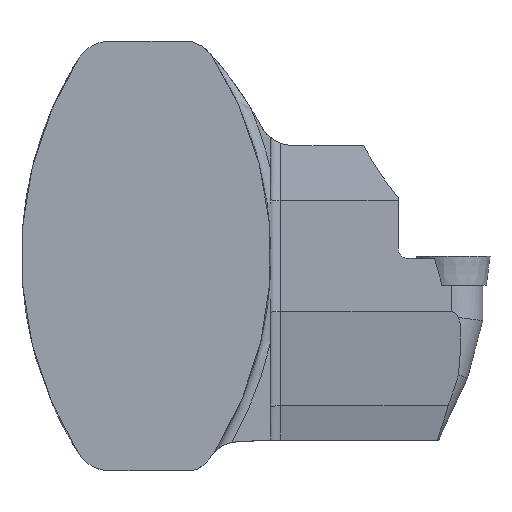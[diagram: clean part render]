
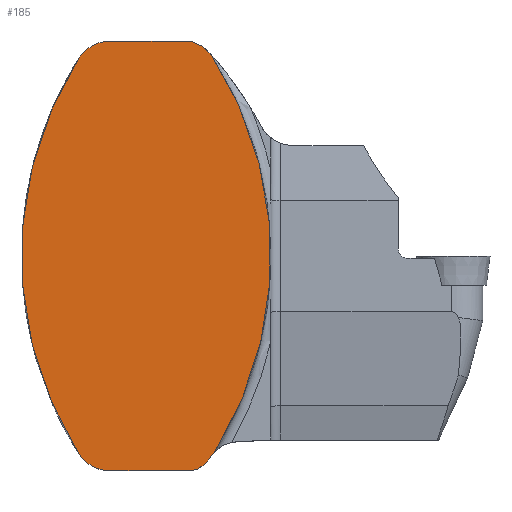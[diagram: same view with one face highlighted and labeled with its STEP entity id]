
A CAD part, top view. The second image highlights one B-rep face of the part: STEP entity #185.
In plain terms, the highlighted planar face has unit normal (0, 0, 1).
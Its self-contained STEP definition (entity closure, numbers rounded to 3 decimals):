
#127=CIRCLE('',#1047,60.25);
#128=CIRCLE('',#1051,6.);
#129=CIRCLE('',#1056,6.5);
#130=CIRCLE('',#1059,60.5);
#132=CIRCLE('',#1064,6.);
#133=CIRCLE('',#1065,5.);
#134=CIRCLE('',#1066,5.5);
#135=CIRCLE('',#1067,60.25);
#185=ADVANCED_FACE('',(#259),#228,.T.);
#228=PLANE('',#1068);
#259=FACE_OUTER_BOUND('',#302,.T.);
#302=EDGE_LOOP('',(#553,#554,#555,#556,#557,#558,#559,#560,#561,#562));
#369=LINE('',#1557,#429);
#377=LINE('',#1599,#437);
#429=VECTOR('',#1239,1.);
#437=VECTOR('',#1269,1.);
#553=ORIENTED_EDGE('',*,*,#857,.F.);
#554=ORIENTED_EDGE('',*,*,#853,.T.);
#555=ORIENTED_EDGE('',*,*,#850,.T.);
#556=ORIENTED_EDGE('',*,*,#846,.T.);
#557=ORIENTED_EDGE('',*,*,#868,.T.);
#558=ORIENTED_EDGE('',*,*,#869,.T.);
#559=ORIENTED_EDGE('',*,*,#870,.F.);
#560=ORIENTED_EDGE('',*,*,#871,.F.);
#561=ORIENTED_EDGE('',*,*,#872,.F.);
#562=ORIENTED_EDGE('',*,*,#860,.F.);
#753=VERTEX_POINT('',#1542);
#754=VERTEX_POINT('',#1544);
#757=VERTEX_POINT('',#1552);
#759=VERTEX_POINT('',#1558);
#762=VERTEX_POINT('',#1566);
#764=VERTEX_POINT('',#1572);
#769=VERTEX_POINT('',#1598);
#770=VERTEX_POINT('',#1600);
#771=VERTEX_POINT('',#1602);
#772=VERTEX_POINT('',#1604);
#846=EDGE_CURVE('',#754,#753,#127,.T.);
#850=EDGE_CURVE('',#757,#754,#128,.T.);
#853=EDGE_CURVE('',#759,#757,#369,.T.);
#857=EDGE_CURVE('',#759,#762,#129,.T.);
#860=EDGE_CURVE('',#762,#764,#130,.T.);
#868=EDGE_CURVE('',#753,#769,#132,.T.);
#869=EDGE_CURVE('',#769,#770,#377,.T.);
#870=EDGE_CURVE('',#771,#770,#133,.T.);
#871=EDGE_CURVE('',#772,#771,#134,.T.);
#872=EDGE_CURVE('',#764,#772,#135,.T.);
#1047=AXIS2_PLACEMENT_3D('',#1543,#1223,#1224);
#1051=AXIS2_PLACEMENT_3D('',#1551,#1232,#1233);
#1056=AXIS2_PLACEMENT_3D('',#1565,#1246,#1247);
#1059=AXIS2_PLACEMENT_3D('',#1571,#1253,#1254);
#1064=AXIS2_PLACEMENT_3D('',#1597,#1267,#1268);
#1065=AXIS2_PLACEMENT_3D('',#1601,#1270,#1271);
#1066=AXIS2_PLACEMENT_3D('',#1603,#1272,#1273);
#1067=AXIS2_PLACEMENT_3D('',#1605,#1274,#1275);
#1068=AXIS2_PLACEMENT_3D('',#1606,#1276,#1277);
#1223=DIRECTION('',(0.,0.,1.));
#1224=DIRECTION('',(0.,1.,0.));
#1232=DIRECTION('',(0.,0.,1.));
#1233=DIRECTION('',(0.,1.,0.));
#1239=DIRECTION('',(-1.,0.,0.));
#1246=DIRECTION('',(0.,0.,-1.));
#1247=DIRECTION('',(0.,1.,0.));
#1253=DIRECTION('',(0.,0.,-1.));
#1254=DIRECTION('',(0.,1.,0.));
#1267=DIRECTION('',(0.,0.,1.));
#1268=DIRECTION('',(0.,1.,0.));
#1269=DIRECTION('',(1.,0.,0.));
#1270=DIRECTION('',(0.,0.,-1.));
#1271=DIRECTION('',(0.,1.,0.));
#1272=DIRECTION('',(0.,0.,1.));
#1273=DIRECTION('',(0.,1.,0.));
#1274=DIRECTION('',(0.,0.,-1.));
#1275=DIRECTION('',(0.,1.,0.));
#1276=DIRECTION('',(0.,0.,1.));
#1277=DIRECTION('',(0.,1.,0.));
#1542=CARTESIAN_POINT('',(-11.069,-32.207,0.325));
#1543=CARTESIAN_POINT('',(39.85,0.,0.325));
#1544=CARTESIAN_POINT('',(-11.069,32.207,0.325));
#1551=CARTESIAN_POINT('',(-5.998,29.,0.325));
#1552=CARTESIAN_POINT('',(-5.998,35.,0.325));
#1557=CARTESIAN_POINT('',(-40.,35.,0.325));
#1558=CARTESIAN_POINT('',(7.1,35.,0.325));
#1565=CARTESIAN_POINT('',(5.5,28.7,0.325));
#1566=CARTESIAN_POINT('',(10.34,33.039,0.325));
#1571=CARTESIAN_POINT('',(-34.71,-7.344,0.325));
#1572=CARTESIAN_POINT('',(10.502,32.857,0.325));
#1597=CARTESIAN_POINT('',(-5.998,-29.,0.325));
#1598=CARTESIAN_POINT('',(-5.998,-35.,0.325));
#1599=CARTESIAN_POINT('',(-40.,-35.,0.325));
#1600=CARTESIAN_POINT('',(7.5,-35.,0.325));
#1601=CARTESIAN_POINT('',(6.1,-30.2,0.325));
#1602=CARTESIAN_POINT('',(10.335,-32.859,0.325));
#1603=CARTESIAN_POINT('',(14.993,-35.783,0.325));
#1604=CARTESIAN_POINT('',(11.136,-31.862,0.325));
#1605=CARTESIAN_POINT('',(-40.,0.,0.325));
#1606=CARTESIAN_POINT('',(-40.,0.,0.325));
